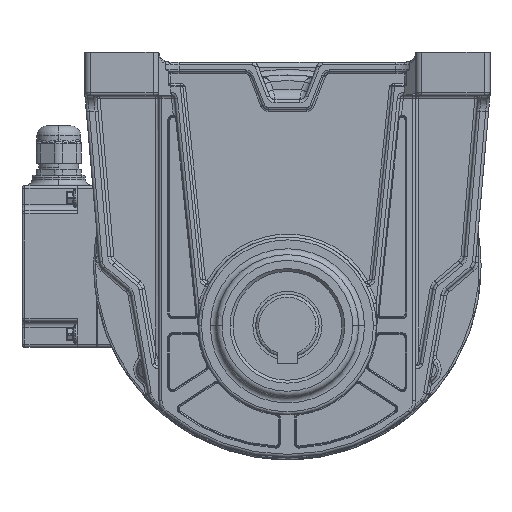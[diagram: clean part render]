
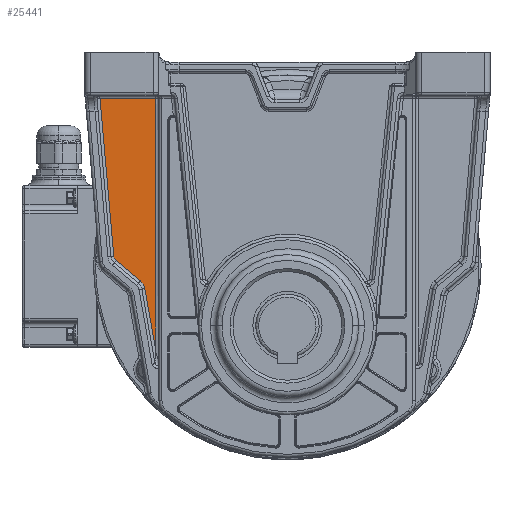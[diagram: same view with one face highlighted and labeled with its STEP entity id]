
A CAD part, left-side view. The second image highlights one B-rep face of the part: STEP entity #25441.
In plain terms, the highlighted planar face has unit normal (-1, 0, 0).
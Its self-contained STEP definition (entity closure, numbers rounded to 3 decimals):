
#2404=DIRECTION('',(0.,1.,0.));
#2405=VECTOR('',#2404,28.34);
#2406=CARTESIAN_POINT('',(18.,66.5,84.8));
#2407=LINE('',#2406,#2405);
#2412=DIRECTION('',(0.,0.174,0.985));
#2413=VECTOR('',#2412,32.629);
#2414=CARTESIAN_POINT('',(18.,66.5,-43.446));
#2415=LINE('',#2414,#2413);
#2416=CARTESIAN_POINT('',(18.,78.567,-12.441));
#2417=DIRECTION('',(-1.,0.,0.));
#2418=DIRECTION('',(0.,-0.985,0.174));
#2419=AXIS2_PLACEMENT_3D('',#2416,#2417,#2418);
#2421=DIRECTION('',(0.,0.766,0.643));
#2422=VECTOR('',#2421,15.99);
#2423=CARTESIAN_POINT('',(18.,74.389,-7.462));
#2424=LINE('',#2423,#2422);
#2425=CARTESIAN_POINT('',(18.,84.389,5.498));
#2426=DIRECTION('',(1.,0.,0.));
#2427=DIRECTION('',(0.,0.643,-0.766));
#2428=AXIS2_PLACEMENT_3D('',#2425,#2426,#2427);
#2430=DIRECTION('',(0.,0.087,0.996));
#2431=VECTOR('',#2430,79.911);
#2432=CARTESIAN_POINT('',(18.,87.875,5.193));
#2433=LINE('',#2432,#2431);
#2438=DIRECTION('',(0.,0.,1.));
#2439=VECTOR('',#2438,128.246);
#2440=CARTESIAN_POINT('',(18.,66.5,-43.446));
#2441=LINE('',#2440,#2439);
#18038=CARTESIAN_POINT('',(18.,94.84,84.8));
#18039=VERTEX_POINT('',#18038);
#18040=CARTESIAN_POINT('',(18.,87.875,5.193));
#18041=VERTEX_POINT('',#18040);
#18044=CARTESIAN_POINT('',(18.,66.5,84.8));
#18045=VERTEX_POINT('',#18044);
#18046=CARTESIAN_POINT('',(18.,66.5,
-43.446));
#18047=VERTEX_POINT('',#18046);
#18048=CARTESIAN_POINT('',(18.,72.166,-11.312));
#18049=VERTEX_POINT('',#18048);
#18050=CARTESIAN_POINT('',(18.,74.389,-7.462));
#18051=VERTEX_POINT('',#18050);
#18052=CARTESIAN_POINT('',(18.,86.638,2.817));
#18053=VERTEX_POINT('',#18052);
#25422=CARTESIAN_POINT('',(18.,0.,0.));
#25423=DIRECTION('',(1.,0.,0.));
#25424=DIRECTION('',(0.,-1.,0.));
#25425=AXIS2_PLACEMENT_3D('',#25422,#25423,#25424);
#25426=PLANE('',#25425);
#25427=ORIENTED_EDGE('',*,*,#25413,.F.);
#25429=ORIENTED_EDGE('',*,*,#25428,.F.);
#25431=ORIENTED_EDGE('',*,*,#25430,.T.);
#25433=ORIENTED_EDGE('',*,*,#25432,.T.);
#25435=ORIENTED_EDGE('',*,*,#25434,.T.);
#25437=ORIENTED_EDGE('',*,*,#25436,.T.);
#25438=ORIENTED_EDGE('',*,*,#25386,.T.);
#25439=EDGE_LOOP('',(#25427,#25429,#25431,#25433,#25435,#25437,#25438));
#25440=FACE_OUTER_BOUND('',#25439,.F.);
#25441=ADVANCED_FACE('',(#25440),#25426,.F.);
#2420=CIRCLE('',#2419,6.5);
#2429=CIRCLE('',#2428,3.5);
#25386=EDGE_CURVE('',#18041,#18039,#2433,.T.);
#25413=EDGE_CURVE('',#18045,#18039,#2407,.T.);
#25428=EDGE_CURVE('',#18047,#18045,#2441,.T.);
#25430=EDGE_CURVE('',#18047,#18049,#2415,.T.);
#25432=EDGE_CURVE('',#18049,#18051,#2420,.T.);
#25434=EDGE_CURVE('',#18051,#18053,#2424,.T.);
#25436=EDGE_CURVE('',#18053,#18041,#2429,.T.);
